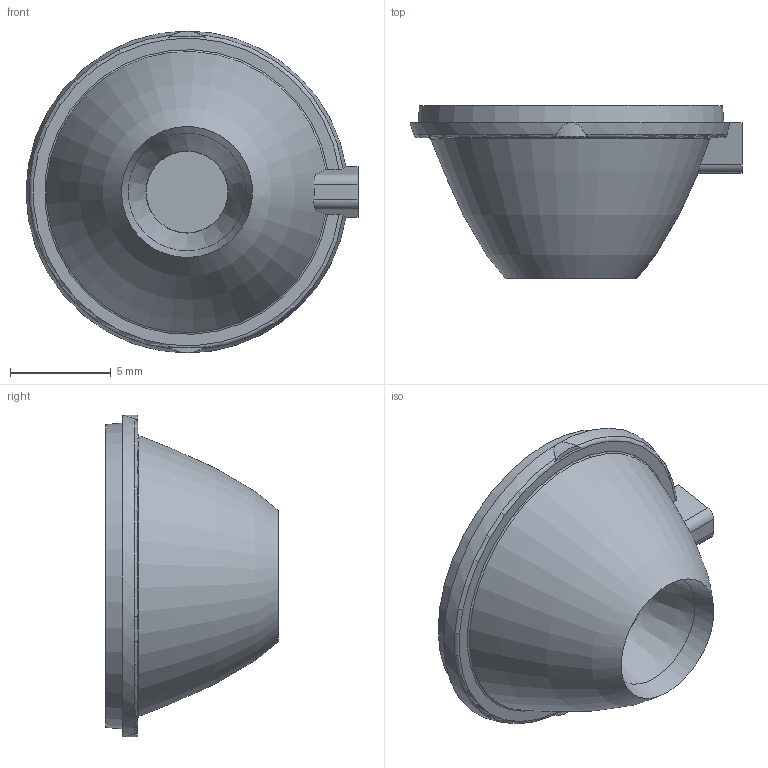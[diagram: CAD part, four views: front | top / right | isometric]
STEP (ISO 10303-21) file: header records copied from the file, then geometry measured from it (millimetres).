
FILE_DESCRIPTION(('STEP AP203'),'1');
FILE_NAME('200724_X74332_3D_LLC01x - Mechanical Design_IndA.stp','2020-11-18T15:13:54',(' '),(' '),'Spatial InterOp 3D',' ',' ');
FILE_SCHEMA(('CONFIG_CONTROL_DESIGN'));
Length unit declared in the file: millimetre
Products named in the file (1): 200724_X74332_3D_LLC01x - Mechanical Design_IndA
Bounding box: 16.5 x 8.6 x 16 mm (x, y, z)
Volume: 794.7 mm3; surface area: 685.5 mm2
Topology: 1 solids, 1 shells, 26 faces, 62 edges, 40 vertices
Faces by surface type: plane 11, cone 8, cylinder 4, torus 2, revolution 1
Entity records: 917 total; most frequent: CARTESIAN_POINT 300, DIRECTION 113, ORIENTED_EDGE 108, EDGE_CURVE 54, AXIS2_PLACEMENT_3D 50, VERTEX_POINT 38, EDGE_LOOP 34, FACE_OUTER_BOUND 27
